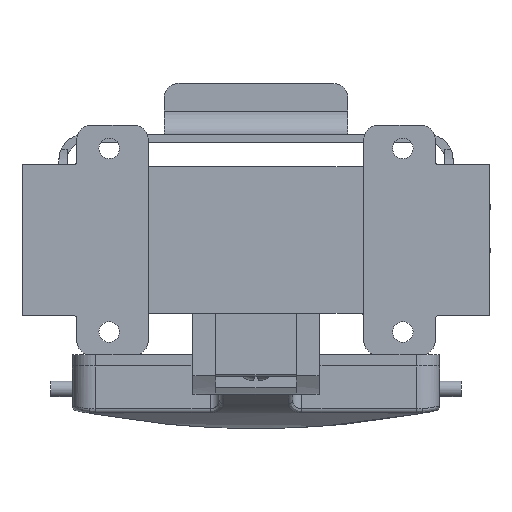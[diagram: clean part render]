
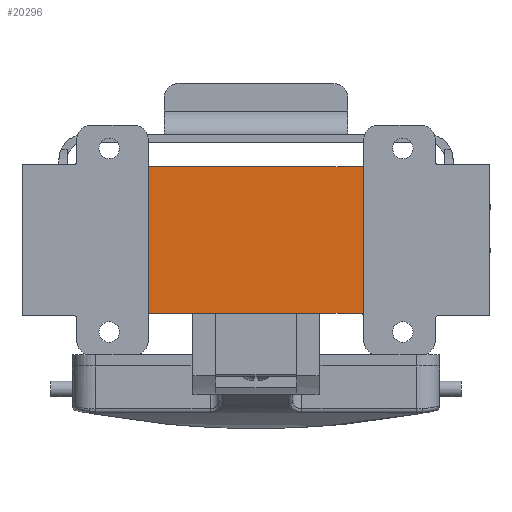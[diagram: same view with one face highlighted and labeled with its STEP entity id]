
A CAD part, front view. The second image highlights one B-rep face of the part: STEP entity #20296.
In plain terms, the highlighted planar face has unit normal (0, -1, 0).
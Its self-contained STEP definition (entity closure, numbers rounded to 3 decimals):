
#973 = CARTESIAN_POINT ( 'NONE',  ( 22.9, -56., -15.977 ) ) ;
#1166 = DIRECTION ( 'NONE',  ( 0., 0., 1. ) ) ;
#1402 = EDGE_CURVE ( 'NONE', #16596, #13960, #11323, .T. ) ;
#1585 = CARTESIAN_POINT ( 'NONE',  ( -23., -56., -15.977 ) ) ;
#1684 = LINE ( 'NONE', #11562, #13086 ) ;
#2310 = LINE ( 'NONE', #16535, #6069 ) ;
#2358 = EDGE_CURVE ( 'NONE', #20132, #13960, #17800, .T. ) ;
#3165 = VERTEX_POINT ( 'NONE', #19908 ) ;
#3274 = DIRECTION ( 'NONE',  ( 1., 0., 0. ) ) ;
#3378 = CARTESIAN_POINT ( 'NONE',  ( 23.251, -56., -15.977 ) ) ;
#3530 = EDGE_CURVE ( 'NONE', #20132, #18322, #8587, .T. ) ;
#4081 = CARTESIAN_POINT ( 'NONE',  ( -23.293, -56., 15.977 ) ) ;
#4153 = CARTESIAN_POINT ( 'NONE',  ( -23.5, -56., 16.478 ) ) ;
#4437 = VERTEX_POINT ( 'NONE', #18350 ) ;
#4858 = CARTESIAN_POINT ( 'NONE',  ( 23.5, -56., 16.226 ) ) ;
#5017 = CARTESIAN_POINT ( 'NONE',  ( 23.5, -56., -16.578 ) ) ;
#5725 = CARTESIAN_POINT ( 'NONE',  ( -23., -56., 15.977 ) ) ;
#6069 = VECTOR ( 'NONE', #13434, 1000. ) ;
#6083 = ORIENTED_EDGE ( 'NONE', *, *, #20162, .T. ) ;
#6367 = EDGE_LOOP ( 'NONE', ( #15763, #6083, #14404, #12220, #15713, #14967, #7252, #18786 ) ) ;
#6469 = CARTESIAN_POINT ( 'NONE',  ( 23.251, -56., 15.977 ) ) ;
#6656 =( BOUNDED_CURVE ( )  B_SPLINE_CURVE ( 3, ( #12838, #4858, #6469, #17814 ),
 .UNSPECIFIED., .F., .T. ) 
 B_SPLINE_CURVE_WITH_KNOTS ( ( 4, 4 ),
 ( 4.712, 6.283 ),
 .UNSPECIFIED. ) 
 CURVE ( )  GEOMETRIC_REPRESENTATION_ITEM ( )  RATIONAL_B_SPLINE_CURVE ( ( 1., 0.805, 0.805, 1. ) ) 
 REPRESENTATION_ITEM ( '' )  );
#6997 = DIRECTION ( 'NONE',  ( 0., 0., 1. ) ) ;
#7145 = CARTESIAN_POINT ( 'NONE',  ( -23., -56., 15.977 ) ) ;
#7252 = ORIENTED_EDGE ( 'NONE', *, *, #3530, .F. ) ;
#8587 = LINE ( 'NONE', #11427, #16655 ) ;
#8643 = CARTESIAN_POINT ( 'NONE',  ( -23.5, -56., 10. ) ) ;
#8925 = CARTESIAN_POINT ( 'NONE',  ( -23., -56., -15.977 ) ) ;
#9745 = AXIS2_PLACEMENT_3D ( 'NONE', #20563, #10857, #1166 ) ;
#10406 = CARTESIAN_POINT ( 'NONE',  ( -23.5, -56., -16.478 ) ) ;
#10857 = DIRECTION ( 'NONE',  ( 0., 1., 0. ) ) ;
#11064 = EDGE_CURVE ( 'NONE', #3165, #18322, #6656, .T. ) ;
#11323 = LINE ( 'NONE', #8643, #15153 ) ;
#11427 = CARTESIAN_POINT ( 'NONE',  ( 35., -56., 15.977 ) ) ;
#11470 = CARTESIAN_POINT ( 'NONE',  ( 22.9, -56., -15.977 ) ) ;
#11562 = CARTESIAN_POINT ( 'NONE',  ( 23.5, -56., 10. ) ) ;
#12014 = CARTESIAN_POINT ( 'NONE',  ( -23.5, -56., -16.185 ) ) ;
#12220 = ORIENTED_EDGE ( 'NONE', *, *, #17838, .T. ) ;
#12227 = EDGE_CURVE ( 'NONE', #14004, #16735, #2310, .T. ) ;
#12399 = PLANE ( 'NONE',  #9745 ) ;
#12838 = CARTESIAN_POINT ( 'NONE',  ( 23.5, -56., 16.578 ) ) ;
#13086 = VECTOR ( 'NONE', #19638, 1000. ) ;
#13434 = DIRECTION ( 'NONE',  ( -1., 0., 0. ) ) ;
#13786 = CARTESIAN_POINT ( 'NONE',  ( -23.5, -56., 16.185 ) ) ;
#13960 = VERTEX_POINT ( 'NONE', #4153 ) ;
#14004 = VERTEX_POINT ( 'NONE', #973 ) ;
#14404 = ORIENTED_EDGE ( 'NONE', *, *, #12227, .F. ) ;
#14430 = EDGE_CURVE ( 'NONE', #4437, #3165, #1684, .T. ) ;
#14701 = CARTESIAN_POINT ( 'NONE',  ( 23.5, -56., -16.226 ) ) ;
#14967 = ORIENTED_EDGE ( 'NONE', *, *, #11064, .T. ) ;
#15153 = VECTOR ( 'NONE', #6997, 1000. ) ;
#15713 = ORIENTED_EDGE ( 'NONE', *, *, #14430, .T. ) ;
#15763 = ORIENTED_EDGE ( 'NONE', *, *, #1402, .F. ) ;
#16086 =( BOUNDED_CURVE ( )  B_SPLINE_CURVE ( 3, ( #10406, #12014, #18619, #8925 ),
 .UNSPECIFIED., .F., .T. ) 
 B_SPLINE_CURVE_WITH_KNOTS ( ( 4, 4 ),
 ( 4.712, 6.283 ),
 .UNSPECIFIED. ) 
 CURVE ( )  GEOMETRIC_REPRESENTATION_ITEM ( )  RATIONAL_B_SPLINE_CURVE ( ( 1., 0.805, 0.805, 1. ) ) 
 REPRESENTATION_ITEM ( '' )  );
#16535 = CARTESIAN_POINT ( 'NONE',  ( 35., -56., -15.977 ) ) ;
#16596 = VERTEX_POINT ( 'NONE', #17396 ) ;
#16655 = VECTOR ( 'NONE', #3274, 1000. ) ;
#16735 = VERTEX_POINT ( 'NONE', #1585 ) ;
#17039 = CARTESIAN_POINT ( 'NONE',  ( -23.5, -56., 16.478 ) ) ;
#17396 = CARTESIAN_POINT ( 'NONE',  ( -23.5, -56., -16.478 ) ) ;
#17800 =( BOUNDED_CURVE ( )  B_SPLINE_CURVE ( 3, ( #5725, #4081, #13786, #17039 ),
 .UNSPECIFIED., .F., .F. ) 
 B_SPLINE_CURVE_WITH_KNOTS ( ( 4, 4 ),
 ( 3.142, 4.712 ),
 .UNSPECIFIED. ) 
 CURVE ( )  GEOMETRIC_REPRESENTATION_ITEM ( )  RATIONAL_B_SPLINE_CURVE ( ( 1., 0.805, 0.805, 1. ) ) 
 REPRESENTATION_ITEM ( '' )  );
#17814 = CARTESIAN_POINT ( 'NONE',  ( 22.9, -56., 15.977 ) ) ;
#17838 = EDGE_CURVE ( 'NONE', #14004, #4437, #18213, .T. ) ;
#18213 =( BOUNDED_CURVE ( )  B_SPLINE_CURVE ( 3, ( #11470, #3378, #14701, #5017 ),
 .UNSPECIFIED., .F., .T. ) 
 B_SPLINE_CURVE_WITH_KNOTS ( ( 4, 4 ),
 ( 3.142, 4.712 ),
 .UNSPECIFIED. ) 
 CURVE ( )  GEOMETRIC_REPRESENTATION_ITEM ( )  RATIONAL_B_SPLINE_CURVE ( ( 1., 0.805, 0.805, 1. ) ) 
 REPRESENTATION_ITEM ( '' )  );
#18322 = VERTEX_POINT ( 'NONE', #19660 ) ;
#18350 = CARTESIAN_POINT ( 'NONE',  ( 23.5, -56., -16.578 ) ) ;
#18619 = CARTESIAN_POINT ( 'NONE',  ( -23.293, -56., -15.977 ) ) ;
#18786 = ORIENTED_EDGE ( 'NONE', *, *, #2358, .T. ) ;
#19638 = DIRECTION ( 'NONE',  ( 0., 0., 1. ) ) ;
#19660 = CARTESIAN_POINT ( 'NONE',  ( 22.9, -56., 15.977 ) ) ;
#19908 = CARTESIAN_POINT ( 'NONE',  ( 23.5, -56., 16.578 ) ) ;
#20132 = VERTEX_POINT ( 'NONE', #7145 ) ;
#20162 = EDGE_CURVE ( 'NONE', #16596, #16735, #16086, .T. ) ;
#20296 = ADVANCED_FACE ( 'NONE', ( #20342 ), #12399, .F. ) ;
#20342 = FACE_OUTER_BOUND ( 'NONE', #6367, .T. ) ;
#20563 = CARTESIAN_POINT ( 'NONE',  ( 35., -56., 10. ) ) ;
